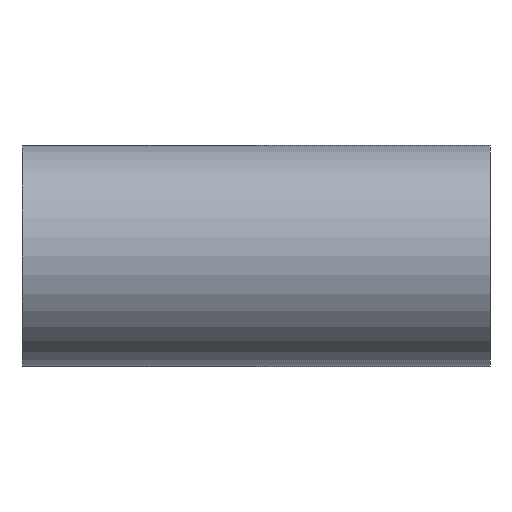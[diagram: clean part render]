
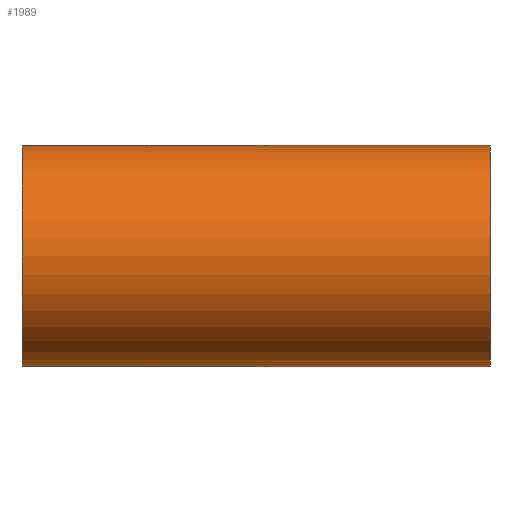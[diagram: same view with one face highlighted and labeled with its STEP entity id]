
A CAD part, left-side view. The second image highlights one B-rep face of the part: STEP entity #1989.
In plain terms, the highlighted cylindrical face has radius 42.5 mm (diameter 85 mm), a full revolution.
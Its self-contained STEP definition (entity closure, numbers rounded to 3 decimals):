
#1776=CARTESIAN_POINT('',(36.667,0.,-21.489));
#1777=VERTEX_POINT('',#1776);
#1862=CARTESIAN_POINT('',(36.667,0.,-21.489));
#1863=CARTESIAN_POINT('',(36.667,0.213,-21.489));
#1864=CARTESIAN_POINT('',(36.674,1.066,-21.477));
#1865=CARTESIAN_POINT('',(36.742,2.773,-21.361));
#1866=CARTESIAN_POINT('',(36.962,5.08,-20.981));
#1867=CARTESIAN_POINT('',(37.311,7.324,-20.356));
#1868=CARTESIAN_POINT('',(37.631,8.887,-19.755));
#1869=CARTESIAN_POINT('',(37.98,10.398,-19.079));
#1870=CARTESIAN_POINT('',(38.411,12.038,-18.207));
#1871=CARTESIAN_POINT('',(39.042,14.079,-16.818));
#1872=CARTESIAN_POINT('',(39.583,15.63,-15.493));
#1873=CARTESIAN_POINT('',(39.983,16.697,-14.417));
#1874=CARTESIAN_POINT('',(40.192,17.234,-13.819));
#1875=CARTESIAN_POINT('',(40.57,18.192,-12.694));
#1876=CARTESIAN_POINT('',(40.992,19.199,-11.294));
#1877=CARTESIAN_POINT('',(41.426,20.187,-9.525));
#1878=CARTESIAN_POINT('',(41.633,20.648,-8.55));
#1879=CARTESIAN_POINT('',(41.923,21.283,-7.065));
#1880=CARTESIAN_POINT('',(42.261,22.005,-4.863));
#1881=CARTESIAN_POINT('',(42.51,22.521,-1.637));
#1882=CARTESIAN_POINT('',(42.51,22.521,1.641));
#1883=CARTESIAN_POINT('',(42.282,22.047,4.598));
#1884=CARTESIAN_POINT('',(41.982,21.409,6.68));
#1885=CARTESIAN_POINT('',(41.709,20.816,8.188));
#1886=CARTESIAN_POINT('',(41.454,20.251,9.41));
#1887=CARTESIAN_POINT('',(40.99,19.196,11.3));
#1888=CARTESIAN_POINT('',(40.46,17.927,13.061));
#1889=CARTESIAN_POINT('',(39.898,16.478,14.66));
#1890=CARTESIAN_POINT('',(39.328,14.923,16.143));
#1891=CARTESIAN_POINT('',(38.682,12.971,17.633));
#1892=CARTESIAN_POINT('',(38.151,11.067,18.734));
#1893=CARTESIAN_POINT('',(37.787,9.582,19.455));
#1894=CARTESIAN_POINT('',(37.506,8.306,19.993));
#1895=CARTESIAN_POINT('',(37.237,6.844,20.487));
#1896=CARTESIAN_POINT('',(36.992,5.209,20.926));
#1897=CARTESIAN_POINT('',(36.746,2.986,21.354));
#1898=CARTESIAN_POINT('',(36.618,-0.004,21.572));
#1899=CARTESIAN_POINT('',(36.741,-2.85,21.364));
#1900=CARTESIAN_POINT('',(37.034,-5.637,20.852));
#1901=CARTESIAN_POINT('',(37.392,-7.788,20.21));
#1902=CARTESIAN_POINT('',(37.958,-10.36,19.128));
#1903=CARTESIAN_POINT('',(38.486,-12.296,18.05));
#1904=CARTESIAN_POINT('',(39.045,-14.065,16.797));
#1905=CARTESIAN_POINT('',(39.616,-15.736,15.422));
#1906=CARTESIAN_POINT('',(40.191,-17.251,13.868));
#1907=CARTESIAN_POINT('',(40.696,-18.49,12.271));
#1908=CARTESIAN_POINT('',(40.95,-19.091,11.382));
#1909=CARTESIAN_POINT('',(41.234,-19.753,10.319));
#1910=CARTESIAN_POINT('',(41.718,-20.848,8.3));
#1911=CARTESIAN_POINT('',(42.147,-21.761,5.745));
#1912=CARTESIAN_POINT('',(42.385,-22.262,3.254));
#1913=CARTESIAN_POINT('',(42.479,-22.456,1.636));
#1914=CARTESIAN_POINT('',(42.51,-22.522,0.002));
#1915=CARTESIAN_POINT('',(42.477,-22.452,-1.764));
#1916=CARTESIAN_POINT('',(42.375,-22.241,-3.386));
#1917=CARTESIAN_POINT('',(42.162,-21.793,-5.507));
#1918=CARTESIAN_POINT('',(41.864,-21.157,-7.451));
#1919=CARTESIAN_POINT('',(41.451,-20.245,-9.421));
#1920=CARTESIAN_POINT('',(40.99,-19.196,-11.297));
#1921=CARTESIAN_POINT('',(40.397,-17.778,-13.27));
#1922=CARTESIAN_POINT('',(39.684,-15.919,-15.249));
#1923=CARTESIAN_POINT('',(39.036,-14.061,-16.831));
#1924=CARTESIAN_POINT('',(38.412,-12.042,-18.204));
#1925=CARTESIAN_POINT('',(37.834,-9.844,-19.373));
#1926=CARTESIAN_POINT('',(37.343,-7.524,-20.299));
#1927=CARTESIAN_POINT('',(36.835,-4.271,-21.208));
#1928=CARTESIAN_POINT('',(36.667,-1.707,-21.489));
#1929=CARTESIAN_POINT('',(36.667,0.,-21.489));
#1930=CARTESIAN_POINT('',(36.667,0.,-21.489));
#1931=CARTESIAN_POINT('',(36.667,0.,-21.489));
#1932=CARTESIAN_POINT('',(36.667,0.,-21.489));
#1933=B_SPLINE_CURVE_WITH_KNOTS('',3,(#1862,#1863,#1864,#1865,#1866,#1867,#1868,#1869,#1870,#1871,#1872,#1873,#1874,#1875,#1876,#1877,#1878,#1879,#1880,#1881,#1882,#1883,#1884,#1885,#1886,#1887,#1888,#1889,#1890,#1891,#1892,#1893,#1894,#1895,#1896,#1897,#1898,#1899,#1900,#1901,#1902,#1903,#1904,#1905,#1906,#1907,#1908,#1909,#1910,#1911,#1912,#1913,#1914,#1915,#1916,#1917,#1918,#1919,#1920,#1921,#1922,#1923,#1924,#1925,#1926,#1927,#1928,#1929,#1930,#1931,#1932),.UNSPECIFIED.,.T.,.U.,(4,1,1,1,1,1,1,1,1,1,1,1,1,1,1,1,1,1,1,1,1,1,1,1,1,1,1,1,1,1,1,1,1,1,1,1,1,1,1,1,1,1,1,1,1,1,1,1,1,1,1,1,1,1,1,1,1,1,1,1,1,1,1,1,1,3,4),(-12.588,-12.532,-12.363,-12.138,-11.914,-11.745,-11.689,-11.464,-11.239,-11.015,-10.902,-10.818,-10.79,-10.49,-10.34,-10.228,-10.19,-9.891,-9.591,-9.291,-8.991,-8.767,-8.692,-8.542,-8.392,-8.092,-7.942,-7.793,-7.493,-7.268,-7.193,-7.043,-6.893,-6.781,-6.594,-6.294,-5.994,-5.844,-5.545,-5.395,-5.095,-4.945,-4.795,-4.496,-4.346,-4.233,-4.196,-3.996,-3.597,-3.447,-3.297,-3.147,-2.997,-2.81,-2.697,-2.398,-2.248,-2.098,-1.798,-1.574,-1.349,-1.124,-0.899,-0.674,-0.45,0.0,0.),.UNSPECIFIED.);
#1934=EDGE_CURVE('',#1777,#1777,#1933,.T.);
#1959=CARTESIAN_POINT('',(0.,0.,0.0));
#1960=DIRECTION('',(0.,-1.0,0.0));
#1961=DIRECTION('',(1.0,0.0,0.0));
#1962=AXIS2_PLACEMENT_3D('',#1959,#1960,#1961);
#1963=CYLINDRICAL_SURFACE('',#1962,42.5);
#1964=CARTESIAN_POINT('',(42.5,-90.0,0.0));
#1965=VERTEX_POINT('',#1964);
#1966=CARTESIAN_POINT('',(0.,-90.0,0.0));
#1967=DIRECTION('',(0.0,-1.0,0.0));
#1968=DIRECTION('',(1.0,0.0,0.0));
#1969=AXIS2_PLACEMENT_3D('',#1966,#1967,#1968);
#1970=CIRCLE('',#1969,42.5);
#1971=EDGE_CURVE('',#1965,#1965,#1970,.T.);
#1972=ORIENTED_EDGE('',*,*,#1971,.F.);
#1973=EDGE_LOOP('',(#1972));
#1974=FACE_OUTER_BOUND('',#1973,.T.);
#1975=CARTESIAN_POINT('',(42.5,90.0,0.0));
#1976=VERTEX_POINT('',#1975);
#1977=CARTESIAN_POINT('',(0.,90.,0.0));
#1978=DIRECTION('',(0.0,-1.0,0.0));
#1979=DIRECTION('',(1.0,0.0,0.0));
#1980=AXIS2_PLACEMENT_3D('',#1977,#1978,#1979);
#1981=CIRCLE('',#1980,42.5);
#1982=EDGE_CURVE('',#1976,#1976,#1981,.T.);
#1983=ORIENTED_EDGE('',*,*,#1982,.T.);
#1984=EDGE_LOOP('',(#1983));
#1985=FACE_BOUND('',#1984,.T.);
#1986=ORIENTED_EDGE('',*,*,#1934,.F.);
#1987=EDGE_LOOP('',(#1986));
#1988=FACE_BOUND('',#1987,.T.);
#1989=ADVANCED_FACE('',(#1974,#1985,#1988),#1963,.T.);
